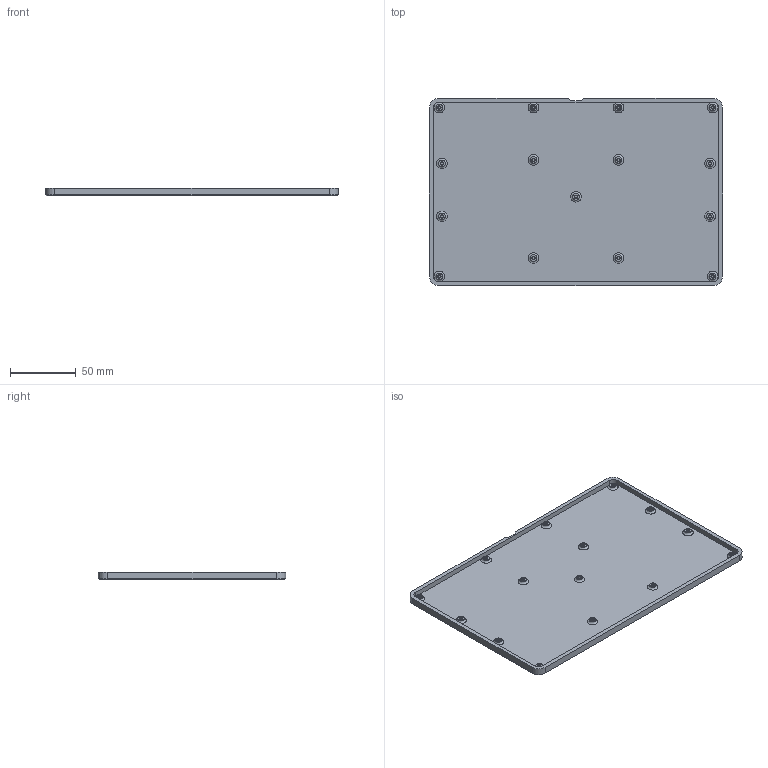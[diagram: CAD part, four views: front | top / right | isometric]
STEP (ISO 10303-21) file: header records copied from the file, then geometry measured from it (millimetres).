
FILE_DESCRIPTION(/* description */ ('STEP AP242','CAx-IF Rec.Pracs.---Representation and Presentation of Product Manufacturing Information (PMI)---4.0---2014-10-13','CAx-IF Rec.Pracs.---3D Tessellated Geometry---0.4---2014-09-14','2;1'),/* implementation_level */ '2;1');
FILE_NAME(/* name */ '65607b756452f42a0dfd0764',/* time_stamp */ '2023-11-24T10:31:17Z',/* author */ (''),/* organization */ (''),/* preprocessor_version */ 'ST-DEVELOPER v19.4',/* originating_system */ ' ',/* authorisation */ ' ');
FILE_SCHEMA (('AP242_MANAGED_MODEL_BASED_3D_ENGINEERING_MIM_LF { 1 0 10303 442 1 1 4 }'));
Length unit declared in the file: metre
Products named in the file (1): Part 1
Bounding box: 222.5 x 142.3 x 6 mm (x, y, z)
Volume: 72025 mm3; surface area: 70489.4 mm2
Topology: 1 solids, 1 shells, 122 faces, 241 edges, 146 vertices
Faces by surface type: plane 50, cylinder 38, cone 19, torus 15
Full cylindrical faces by diameter (mm): 2 x15, 5 x15
Entity records: 2791 total; most frequent: DIRECTION 531, CARTESIAN_POINT 438, ORIENTED_EDGE 350, AXIS2_PLACEMENT_3D 233, EDGE_LOOP 207, FACE_BOUND 207, EDGE_CURVE 175, VERTEX_POINT 140
